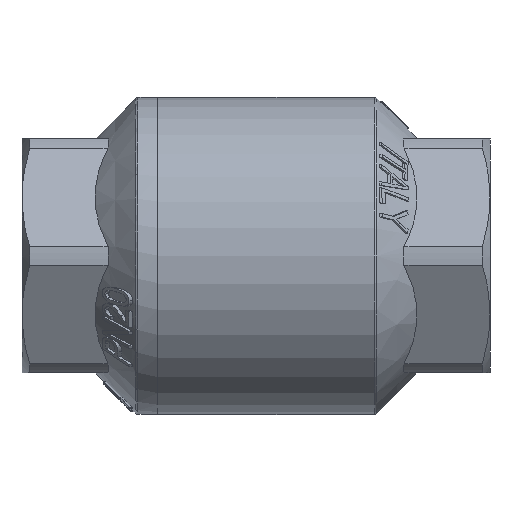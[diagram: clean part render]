
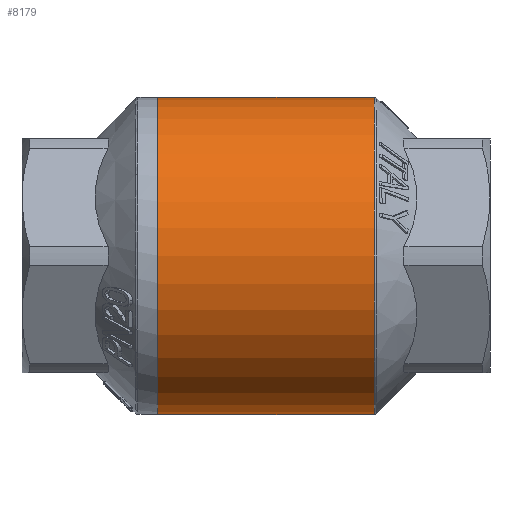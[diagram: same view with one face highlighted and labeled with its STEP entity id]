
A CAD part, front view. The second image highlights one B-rep face of the part: STEP entity #8179.
In plain terms, the highlighted cylindrical face has radius 21 mm (diameter 42 mm), a full revolution.
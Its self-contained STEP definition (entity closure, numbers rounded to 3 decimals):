
#1452=CYLINDRICAL_SURFACE('',#8767,21.);
#1829=FACE_BOUND('',#2443,.T.);
#1908=FACE_OUTER_BOUND('',#2442,.T.);
#2442=EDGE_LOOP('',(#5697));
#2443=EDGE_LOOP('',(#5698));
#3032=CIRCLE('',#8734,21.);
#3064=CIRCLE('',#8768,21.);
#3439=VERTEX_POINT('',#12420);
#3545=VERTEX_POINT('',#12862);
#4296=EDGE_CURVE('',#3439,#3439,#3032,.T.);
#4402=EDGE_CURVE('',#3545,#3545,#3064,.T.);
#5697=ORIENTED_EDGE('',*,*,#4296,.T.);
#5698=ORIENTED_EDGE('',*,*,#4402,.F.);
#8179=ADVANCED_FACE('',(#1908,#1829),#1452,.T.);
#8734=AXIS2_PLACEMENT_3D('',#12421,#9608,#9609);
#8767=AXIS2_PLACEMENT_3D('',#12861,#9679,#9680);
#8768=AXIS2_PLACEMENT_3D('',#12863,#9681,#9682);
#9608=DIRECTION('center_axis',(-1.,0.,0.));
#9609=DIRECTION('ref_axis',(0.,0.,1.));
#9679=DIRECTION('center_axis',(-1.,0.,0.));
#9680=DIRECTION('ref_axis',(0.,0.,1.));
#9681=DIRECTION('center_axis',(-1.,0.,0.));
#9682=DIRECTION('ref_axis',(0.,0.,1.));
#12420=CARTESIAN_POINT('',(-0.354,0.,21.));
#12421=CARTESIAN_POINT('Origin',(-0.354,0.,0.));
#12861=CARTESIAN_POINT('Origin',(-15.088,0.,0.));
#12862=CARTESIAN_POINT('',(-29.,0.,21.));
#12863=CARTESIAN_POINT('Origin',(-29.,0.,0.));
